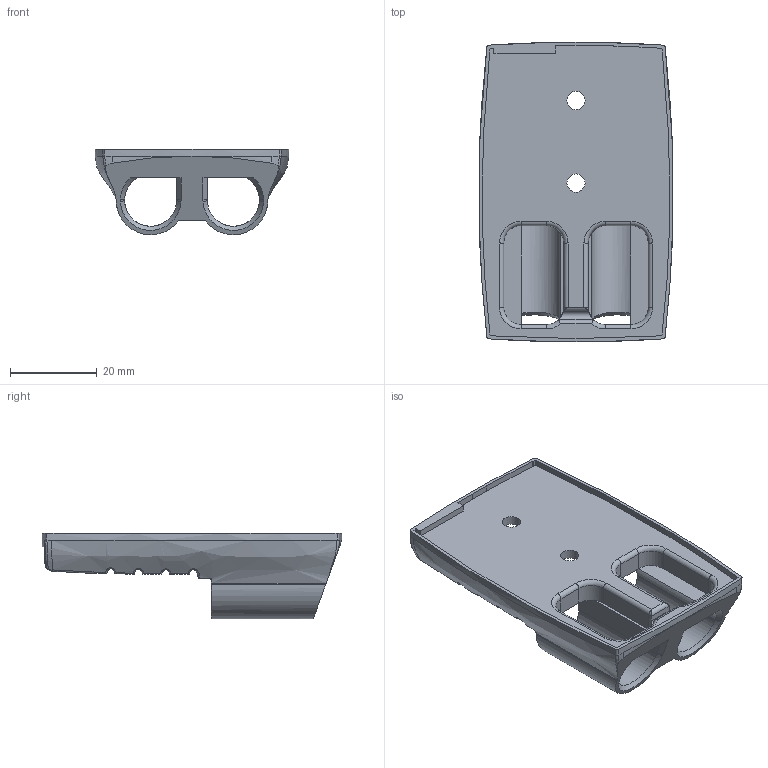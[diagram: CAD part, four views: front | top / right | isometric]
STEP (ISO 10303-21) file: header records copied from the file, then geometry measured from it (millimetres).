
FILE_DESCRIPTION(/* description */ (''),/* implementation_level */ '2;1');
FILE_NAME(/* name */ 'SB50_BottomShell.step',/* time_stamp */ '2025-12-30T09:44:28-06:00',/* author */ (''),/* organization */ (''),/* preprocessor_version */ 'ST-DEVELOPER v20.1',/* originating_system */ 'Autodesk Translation Framework v14.21.0.0',/* authorisation */ '');
FILE_SCHEMA (('AUTOMOTIVE_DESIGN { 1 0 10303 214 3 1 1 }'));
Length unit declared in the file: millimetre
Products named in the file (1): SB50_BottomShell
Bounding box: 44.69 x 69.15 x 19.74 mm (x, y, z)
Volume: 12664.2 mm3; surface area: 10570.9 mm2
Topology: 1 solids, 1 shells, 206 faces, 555 edges, 347 vertices
Faces by surface type: bspline 72, plane 62, cylinder 60, torus 12
Full cylindrical faces by diameter (mm): 4.2 x2
Entity records: 9864 total; most frequent: CARTESIAN_POINT 5212, ORIENTED_EDGE 1106, DIRECTION 731, EDGE_CURVE 553, VERTEX_POINT 347, AXIS2_PLACEMENT_3D 255, LINE 221, VECTOR 221
